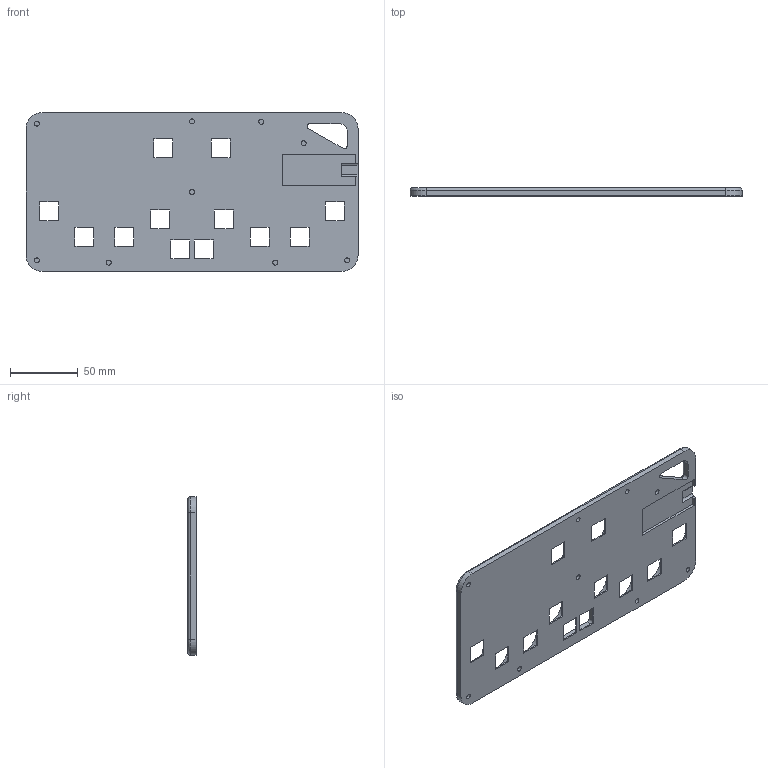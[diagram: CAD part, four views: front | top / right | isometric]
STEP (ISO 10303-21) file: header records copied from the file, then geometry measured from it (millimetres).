
FILE_DESCRIPTION(/* description */ ('STEP AP242','CAx-IF Rec.Pracs.---Representation and Presentation of Product Manufacturing Information (PMI)---4.0---2014-10-13','CAx-IF Rec.Pracs.---3D Tessellated Geometry---0.4---2014-09-14','2;1'),/* implementation_level */ '2;1');
FILE_NAME(/* name */ '67dcc0653dbe8d597b5e9710',/* time_stamp */ '2025-03-21T01:27:01Z',/* author */ (''),/* organization */ (''),/* preprocessor_version */ 'ST-DEVELOPER v20',/* originating_system */ 'ONSHAPE BY PTC INC, 1.195',/* authorisation */ ' ');
FILE_SCHEMA (('AP242_MANAGED_MODEL_BASED_3D_ENGINEERING_MIM_LF { 1 0 10303 442 1 1 4 }'));
Length unit declared in the file: metre
Products named in the file (1): TopPlate
Bounding box: 245 x 6 x 117 mm (x, y, z)
Volume: 132238.6 mm3; surface area: 61721.3 mm2
Topology: 1 solids, 1 shells, 143 faces, 358 edges, 237 vertices
Faces by surface type: plane 95, cylinder 41, torus 7
Full cylindrical faces by diameter (mm): 3.7 x9, 24 x6, 30 x2
Entity records: 4171 total; most frequent: DIRECTION 711, CARTESIAN_POINT 704, ORIENTED_EDGE 664, EDGE_CURVE 332, LINE 241, VECTOR 241, AXIS2_PLACEMENT_3D 235, VERTEX_POINT 228
